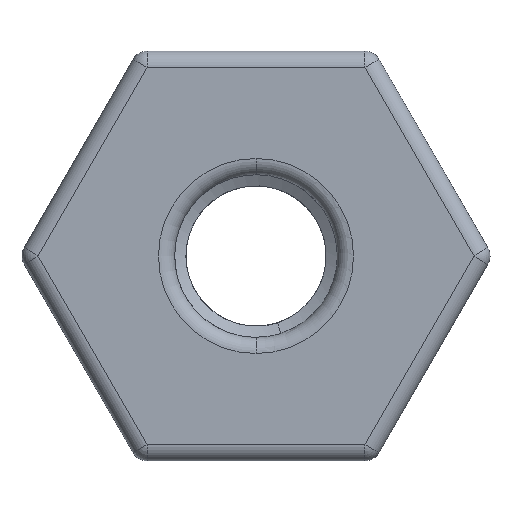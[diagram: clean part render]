
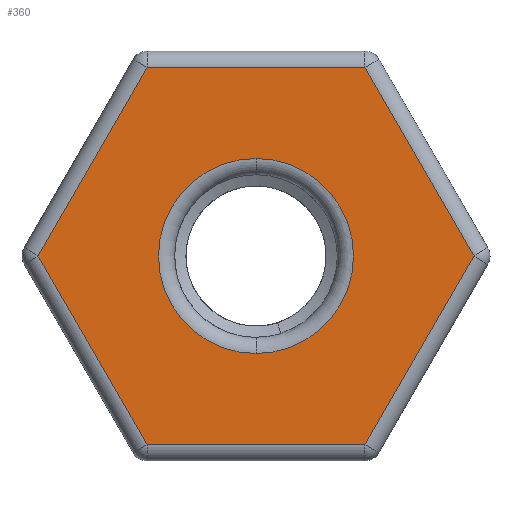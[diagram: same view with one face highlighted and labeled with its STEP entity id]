
A CAD part, front view. The second image highlights one B-rep face of the part: STEP entity #360.
In plain terms, the highlighted planar face has unit normal (0, -1, 0).
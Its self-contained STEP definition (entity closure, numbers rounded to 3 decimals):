
#2 = VERTEX_POINT ( 'NONE', #2714 ) ;
#12 = FACE_BOUND ( 'NONE', #1844, .T. ) ;
#88 = CARTESIAN_POINT ( 'NONE',  ( 1.674, 0., -2.9 ) ) ;
#116 = VERTEX_POINT ( 'NONE', #88 ) ;
#178 = VECTOR ( 'NONE', #2381, 1000. ) ;
#198 = LINE ( 'NONE', #1275, #178 ) ;
#246 = CARTESIAN_POINT ( 'NONE',  ( 0., 0., 2.9 ) ) ;
#266 = EDGE_CURVE ( 'NONE', #573, #1654, #1467, .T. ) ;
#287 = ORIENTED_EDGE ( 'NONE', *, *, #2002, .T. ) ;
#360 = ADVANCED_FACE ( 'NONE', ( #12, #393 ), #2794, .F. ) ;
#361 = EDGE_CURVE ( 'NONE', #1938, #1408, #198, .T. ) ;
#393 = FACE_OUTER_BOUND ( 'NONE', #1321, .T. ) ;
#394 = AXIS2_PLACEMENT_3D ( 'NONE', #1958, #1098, #1278 ) ;
#507 = CARTESIAN_POINT ( 'NONE',  ( -2.511, 0., 1.45 ) ) ;
#530 = DIRECTION ( 'NONE',  ( 0.5, 0., 0.866 ) ) ;
#560 = DIRECTION ( 'NONE',  ( 1., 0., 0. ) ) ;
#573 = VERTEX_POINT ( 'NONE', #1176 ) ;
#588 = CARTESIAN_POINT ( 'NONE',  ( 0., 0., 0. ) ) ;
#592 = CARTESIAN_POINT ( 'NONE',  ( 0., 0., -1.5 ) ) ;
#634 = ORIENTED_EDGE ( 'NONE', *, *, #2566, .T. ) ;
#648 = DIRECTION ( 'NONE',  ( -0.5, 0., 0.866 ) ) ;
#671 = ORIENTED_EDGE ( 'NONE', *, *, #2282, .T. ) ;
#682 = AXIS2_PLACEMENT_3D ( 'NONE', #2825, #1736, #1541 ) ;
#688 = LINE ( 'NONE', #507, #2672 ) ;
#881 = ORIENTED_EDGE ( 'NONE', *, *, #1224, .T. ) ;
#928 = DIRECTION ( 'NONE',  ( -1., 0., 0. ) ) ;
#974 = EDGE_CURVE ( 'NONE', #1302, #2652, #2630, .T. ) ;
#1029 = LINE ( 'NONE', #1876, #1185 ) ;
#1038 = DIRECTION ( 'NONE',  ( 0., 1., 0. ) ) ;
#1065 = ORIENTED_EDGE ( 'NONE', *, *, #266, .T. ) ;
#1098 = DIRECTION ( 'NONE',  ( 0., 1., 0. ) ) ;
#1176 = CARTESIAN_POINT ( 'NONE',  ( 0., 0., 1.5 ) ) ;
#1185 = VECTOR ( 'NONE', #560, 1000. ) ;
#1224 = EDGE_CURVE ( 'NONE', #2, #1302, #1320, .T. ) ;
#1251 = DIRECTION ( 'NONE',  ( 0., 0., 1. ) ) ;
#1275 = CARTESIAN_POINT ( 'NONE',  ( -2.511, 0., -1.45 ) ) ;
#1278 = DIRECTION ( 'NONE',  ( 0., 0., 1. ) ) ;
#1293 = CARTESIAN_POINT ( 'NONE',  ( 1.674, 0., 2.9 ) ) ;
#1302 = VERTEX_POINT ( 'NONE', #1293 ) ;
#1320 = LINE ( 'NONE', #2798, #2276 ) ;
#1321 = EDGE_LOOP ( 'NONE', ( #1385, #287, #2417, #2103, #671, #881 ) ) ;
#1385 = ORIENTED_EDGE ( 'NONE', *, *, #974, .T. ) ;
#1408 = VERTEX_POINT ( 'NONE', #1843 ) ;
#1467 = CIRCLE ( 'NONE', #1700, 1.5 ) ;
#1541 = DIRECTION ( 'NONE',  ( 0., 0., 1. ) ) ;
#1557 = EDGE_CURVE ( 'NONE', #1408, #116, #1029, .T. ) ;
#1582 = CIRCLE ( 'NONE', #394, 1.5 ) ;
#1625 = LINE ( 'NONE', #1819, #1639 ) ;
#1639 = VECTOR ( 'NONE', #530, 1000. ) ;
#1654 = VERTEX_POINT ( 'NONE', #592 ) ;
#1700 = AXIS2_PLACEMENT_3D ( 'NONE', #588, #1038, #1251 ) ;
#1736 = DIRECTION ( 'NONE',  ( 0., 1., 0. ) ) ;
#1819 = CARTESIAN_POINT ( 'NONE',  ( 2.511, 0., -1.45 ) ) ;
#1843 = CARTESIAN_POINT ( 'NONE',  ( -1.674, 0., -2.9 ) ) ;
#1844 = EDGE_LOOP ( 'NONE', ( #1065, #634 ) ) ;
#1876 = CARTESIAN_POINT ( 'NONE',  ( 0., 0., -2.9 ) ) ;
#1938 = VERTEX_POINT ( 'NONE', #2661 ) ;
#1958 = CARTESIAN_POINT ( 'NONE',  ( 0., 0., 0. ) ) ;
#2002 = EDGE_CURVE ( 'NONE', #2652, #1938, #688, .T. ) ;
#2048 = VECTOR ( 'NONE', #928, 1000. ) ;
#2103 = ORIENTED_EDGE ( 'NONE', *, *, #1557, .T. ) ;
#2251 = DIRECTION ( 'NONE',  ( -0.5, 0., -0.866 ) ) ;
#2276 = VECTOR ( 'NONE', #648, 1000. ) ;
#2282 = EDGE_CURVE ( 'NONE', #116, #2, #1625, .T. ) ;
#2381 = DIRECTION ( 'NONE',  ( 0.5, 0., -0.866 ) ) ;
#2415 = CARTESIAN_POINT ( 'NONE',  ( -1.674, 0., 2.9 ) ) ;
#2417 = ORIENTED_EDGE ( 'NONE', *, *, #361, .T. ) ;
#2566 = EDGE_CURVE ( 'NONE', #1654, #573, #1582, .T. ) ;
#2630 = LINE ( 'NONE', #246, #2048 ) ;
#2652 = VERTEX_POINT ( 'NONE', #2415 ) ;
#2661 = CARTESIAN_POINT ( 'NONE',  ( -3.349, 0., 0. ) ) ;
#2672 = VECTOR ( 'NONE', #2251, 1000. ) ;
#2714 = CARTESIAN_POINT ( 'NONE',  ( 3.349, 0., 0. ) ) ;
#2794 = PLANE ( 'NONE',  #682 ) ;
#2798 = CARTESIAN_POINT ( 'NONE',  ( 2.511, 0., 1.45 ) ) ;
#2825 = CARTESIAN_POINT ( 'NONE',  ( 0., 0., 0. ) ) ;
